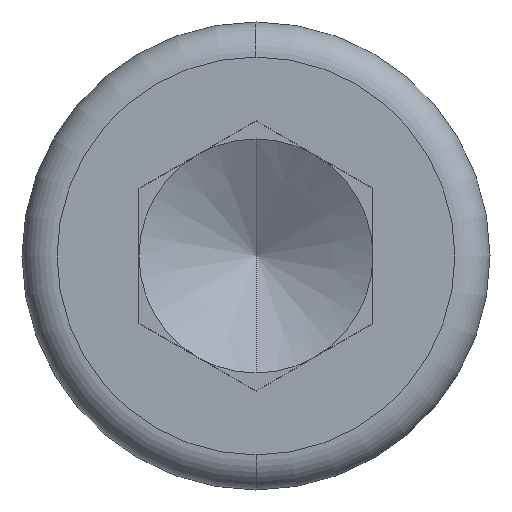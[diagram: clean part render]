
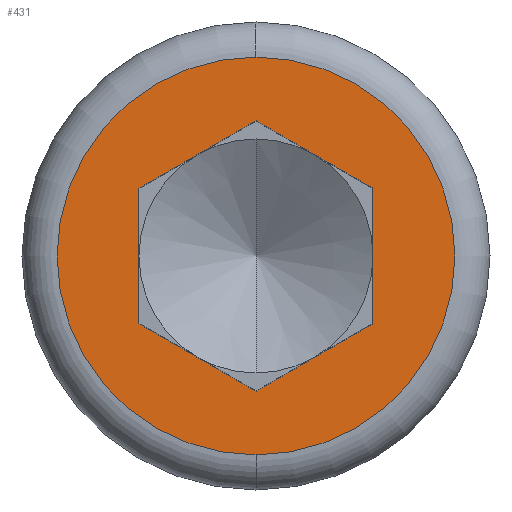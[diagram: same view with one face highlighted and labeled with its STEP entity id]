
A CAD part, left-side view. The second image highlights one B-rep face of the part: STEP entity #431.
In plain terms, the highlighted planar face has unit normal (-1, 0, 0).
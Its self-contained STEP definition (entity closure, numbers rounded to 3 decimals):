
#135 = DIRECTION ( 'NONE',  ( 0., 0., -1. ) ) ;
#136 = VECTOR ( 'NONE', #135, 1000. ) ;
#137 = CARTESIAN_POINT ( 'NONE',  ( 0., -2.5, 1.443 ) ) ;
#138 = LINE ( 'NONE', #137, #136 ) ;
#153 = CARTESIAN_POINT ( 'NONE',  ( 0., 0., -2.887 ) ) ;
#163 = DIRECTION ( 'NONE',  ( 0., 0.866, -0.5 ) ) ;
#164 = VECTOR ( 'NONE', #163, 1000. ) ;
#165 = CARTESIAN_POINT ( 'NONE',  ( 0., -2.5, -1.443 ) ) ;
#166 = LINE ( 'NONE', #165, #164 ) ;
#186 = CARTESIAN_POINT ( 'NONE',  ( 0., -2.5, 1.443 ) ) ;
#187 = CARTESIAN_POINT ( 'NONE',  ( 0., -2.5, -1.443 ) ) ;
#195 = LINE ( 'NONE', #198, #200 ) ;
#197 = DIRECTION ( 'NONE',  ( 0., -0.866, -0.5 ) ) ;
#198 = CARTESIAN_POINT ( 'NONE',  ( 0., 0., 2.887 ) ) ;
#200 = VECTOR ( 'NONE', #197, 1000. ) ;
#201 = CARTESIAN_POINT ( 'NONE',  ( 0., 2.5, -1.443 ) ) ;
#223 = DIRECTION ( 'NONE',  ( -1., 0., 0. ) ) ;
#224 = CARTESIAN_POINT ( 'NONE',  ( 0., 2.5, 1.443 ) ) ;
#225 = LINE ( 'NONE', #224, #236 ) ;
#228 = CARTESIAN_POINT ( 'NONE',  ( 0., 0., 0. ) ) ;
#229 = DIRECTION ( 'NONE',  ( 0., 0., -1. ) ) ;
#230 = AXIS2_PLACEMENT_3D ( 'NONE', #228, #223, #229 ) ;
#231 = CIRCLE ( 'NONE', #230, 4.25 ) ;
#234 = CARTESIAN_POINT ( 'NONE',  ( 0., 0., 2.887 ) ) ;
#235 = DIRECTION ( 'NONE',  ( 0., -0.866, 0.5 ) ) ;
#236 = VECTOR ( 'NONE', #235, 1000. ) ;
#241 = VECTOR ( 'NONE', #242, 1000. ) ;
#242 = DIRECTION ( 'NONE',  ( 0., 0., 1. ) ) ;
#258 = CARTESIAN_POINT ( 'NONE',  ( 0., 2.5, -1.443 ) ) ;
#259 = LINE ( 'NONE', #258, #241 ) ;
#267 = DIRECTION ( 'NONE',  ( 0., 0.866, 0.5 ) ) ;
#268 = VECTOR ( 'NONE', #267, 1000. ) ;
#269 = CARTESIAN_POINT ( 'NONE',  ( 0., 0., -2.887 ) ) ;
#270 = LINE ( 'NONE', #269, #268 ) ;
#275 = CARTESIAN_POINT ( 'NONE',  ( 0., 2.5, 1.443 ) ) ;
#301 = PLANE ( 'NONE',  #307 ) ;
#304 = DIRECTION ( 'NONE',  ( 0., 0., -1. ) ) ;
#305 = DIRECTION ( 'NONE',  ( 1., 0., 0. ) ) ;
#306 = CARTESIAN_POINT ( 'NONE',  ( 0., 0., 0. ) ) ;
#307 = AXIS2_PLACEMENT_3D ( 'NONE', #306, #305, #304 ) ;
#308 = FACE_BOUND ( 'NONE', #508, .T. ) ;
#309 = FACE_OUTER_BOUND ( 'NONE', #432, .T. ) ;
#322 = ORIENTED_EDGE ( 'NONE', *, *, #438, .T. ) ;
#374 = VERTEX_POINT ( 'NONE', #701 ) ;
#377 = VERTEX_POINT ( 'NONE', #725 ) ;
#396 = EDGE_CURVE ( 'NONE', #377, #374, #745, .T. ) ;
#423 = ORIENTED_EDGE ( 'NONE', *, *, #457, .T. ) ;
#424 = ORIENTED_EDGE ( 'NONE', *, *, #396, .T. ) ;
#431 = ADVANCED_FACE ( 'NONE', ( #309, #308 ), #301, .F. ) ;
#432 = EDGE_LOOP ( 'NONE', ( #322, #424 ) ) ;
#438 = EDGE_CURVE ( 'NONE', #374, #377, #231, .T. ) ;
#439 = ORIENTED_EDGE ( 'NONE', *, *, #440, .T. ) ;
#440 = EDGE_CURVE ( 'NONE', #458, #441, #225, .T. ) ;
#441 = VERTEX_POINT ( 'NONE', #234 ) ;
#455 = ORIENTED_EDGE ( 'NONE', *, *, #456, .T. ) ;
#456 = EDGE_CURVE ( 'NONE', #511, #484, #270, .T. ) ;
#457 = EDGE_CURVE ( 'NONE', #484, #458, #259, .T. ) ;
#458 = VERTEX_POINT ( 'NONE', #275 ) ;
#475 = VERTEX_POINT ( 'NONE', #187 ) ;
#476 = ORIENTED_EDGE ( 'NONE', *, *, #477, .T. ) ;
#477 = EDGE_CURVE ( 'NONE', #441, #478, #195, .T. ) ;
#478 = VERTEX_POINT ( 'NONE', #186 ) ;
#483 = ORIENTED_EDGE ( 'NONE', *, *, #578, .T. ) ;
#484 = VERTEX_POINT ( 'NONE', #201 ) ;
#508 = EDGE_LOOP ( 'NONE', ( #483, #455, #423, #439, #476, #579 ) ) ;
#511 = VERTEX_POINT ( 'NONE', #153 ) ;
#578 = EDGE_CURVE ( 'NONE', #475, #511, #166, .T. ) ;
#579 = ORIENTED_EDGE ( 'NONE', *, *, #607, .T. ) ;
#607 = EDGE_CURVE ( 'NONE', #478, #475, #138, .T. ) ;
#701 = CARTESIAN_POINT ( 'NONE',  ( 0., 0., -4.25 ) ) ;
#725 = CARTESIAN_POINT ( 'NONE',  ( 0., 0., 4.25 ) ) ;
#741 = DIRECTION ( 'NONE',  ( 0., 0., -1. ) ) ;
#742 = DIRECTION ( 'NONE',  ( -1., 0., 0. ) ) ;
#743 = CARTESIAN_POINT ( 'NONE',  ( 0., 0., 0. ) ) ;
#744 = AXIS2_PLACEMENT_3D ( 'NONE', #743, #742, #741 ) ;
#745 = CIRCLE ( 'NONE', #744, 4.25 ) ;
